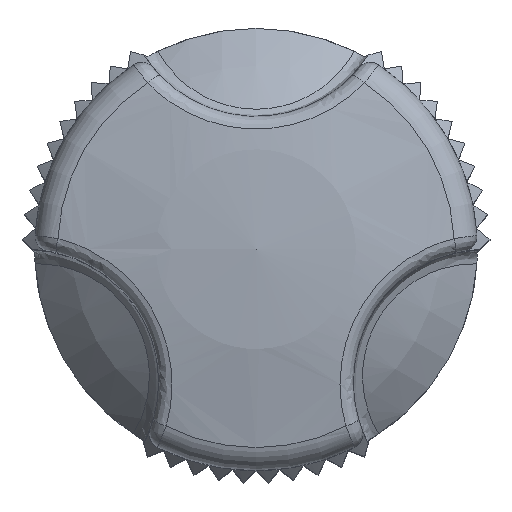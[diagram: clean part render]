
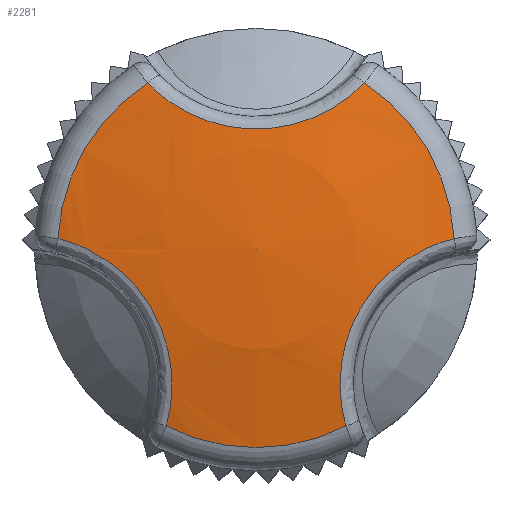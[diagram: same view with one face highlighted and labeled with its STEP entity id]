
A CAD part, top view. The second image highlights one B-rep face of the part: STEP entity #2281.
In plain terms, the highlighted spherical face has radius 30 mm.
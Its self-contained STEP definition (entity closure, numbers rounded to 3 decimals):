
#63=SPHERICAL_SURFACE('',#15152,30.);
#2281=ADVANCED_FACE('',(#3878),#63,.T.);
#3878=FACE_OUTER_BOUND('',#4946,.T.);
#4946=EDGE_LOOP('',(#7755,#7756,#7757,#7758,#7759,#7760));
#5516=CIRCLE('',#14384,6.724);
#5529=CIRCLE('',#14399,6.724);
#5784=CIRCLE('',#15150,6.724);
#7755=ORIENTED_EDGE('',*,*,#11321,.T.);
#7756=ORIENTED_EDGE('',*,*,#12576,.T.);
#7757=ORIENTED_EDGE('',*,*,#11303,.T.);
#7758=ORIENTED_EDGE('',*,*,#12577,.T.);
#7759=ORIENTED_EDGE('',*,*,#12573,.T.);
#7760=ORIENTED_EDGE('',*,*,#12578,.T.);
#10248=VERTEX_POINT('',#20300);
#10249=VERTEX_POINT('',#20301);
#10265=VERTEX_POINT('',#20372);
#10266=VERTEX_POINT('',#20374);
#10989=VERTEX_POINT('',#25911);
#10990=VERTEX_POINT('',#25912);
#11303=EDGE_CURVE('',#10248,#10249,#5516,.T.);
#11321=EDGE_CURVE('',#10266,#10265,#5529,.T.);
#12573=EDGE_CURVE('',#10989,#10990,#5784,.T.);
#12576=EDGE_CURVE('',#10265,#10248,#14292,.T.);
#12577=EDGE_CURVE('',#10249,#10989,#14293,.T.);
#12578=EDGE_CURVE('',#10990,#10266,#14294,.T.);
#14292=B_SPLINE_CURVE_WITH_KNOTS('',3,(#25940,#25941,#25942,#25943,#25944,
#25945),.UNSPECIFIED.,.F.,.F.,(4,2,4),(0.,0.5,1.),.UNSPECIFIED.);
#14293=B_SPLINE_CURVE_WITH_KNOTS('',3,(#25946,#25947,#25948,#25949,#25950,
#25951),.UNSPECIFIED.,.F.,.F.,(4,2,4),(0.,0.5,1.),.UNSPECIFIED.);
#14294=B_SPLINE_CURVE_WITH_KNOTS('',3,(#25952,#25953,#25954,#25955,#25956,
#25957),.UNSPECIFIED.,.F.,.F.,(4,2,4),(0.,0.5,1.),.UNSPECIFIED.);
#14384=AXIS2_PLACEMENT_3D('',#20299,#15921,#15922);
#14399=AXIS2_PLACEMENT_3D('',#20373,#15953,#15954);
#15150=AXIS2_PLACEMENT_3D('',#25910,#17457,#17458);
#15152=AXIS2_PLACEMENT_3D('',#25958,#17461,#17462);
#15921=DIRECTION('',(0.,0.,1.));
#15922=DIRECTION('',(1.,0.,0.));
#15953=DIRECTION('',(0.,0.,1.));
#15954=DIRECTION('',(1.,0.,0.));
#17457=DIRECTION('',(0.,0.,1.));
#17458=DIRECTION('',(1.,0.,0.));
#17461=DIRECTION('',(0.,0.,1.));
#17462=DIRECTION('',(-1.,0.,0.));
#20299=CARTESIAN_POINT('',(0.,0.,14.237));
#20300=CARTESIAN_POINT('',(-3.044,-5.996,14.237));
#20301=CARTESIAN_POINT('',(3.044,-5.996,14.237));
#20372=CARTESIAN_POINT('',(-6.714,0.362,14.237));
#20373=CARTESIAN_POINT('',(0.,0.,14.237));
#20374=CARTESIAN_POINT('',(-3.671,5.634,14.237));
#25910=CARTESIAN_POINT('',(0.,0.,14.237));
#25911=CARTESIAN_POINT('',(6.714,0.362,14.237));
#25912=CARTESIAN_POINT('',(3.671,5.634,14.237));
#25940=CARTESIAN_POINT('',(-6.714,0.362,14.237));
#25941=CARTESIAN_POINT('',(-5.396,0.038,14.544));
#25942=CARTESIAN_POINT('',(-4.21,-0.844,14.723));
#25943=CARTESIAN_POINT('',(-2.837,-3.221,14.723));
#25944=CARTESIAN_POINT('',(-2.665,-4.692,14.544));
#25945=CARTESIAN_POINT('',(-3.044,-5.996,14.237));
#25946=CARTESIAN_POINT('',(3.044,-5.996,14.237));
#25947=CARTESIAN_POINT('',(2.665,-4.692,14.544));
#25948=CARTESIAN_POINT('',(2.836,-3.224,14.723));
#25949=CARTESIAN_POINT('',(4.208,-0.846,14.723));
#25950=CARTESIAN_POINT('',(5.396,0.038,14.544));
#25951=CARTESIAN_POINT('',(6.714,0.362,14.237));
#25952=CARTESIAN_POINT('',(3.671,5.634,14.237));
#25953=CARTESIAN_POINT('',(2.731,4.654,14.544));
#25954=CARTESIAN_POINT('',(1.374,4.068,14.723));
#25955=CARTESIAN_POINT('',(-1.371,4.067,14.723));
#25956=CARTESIAN_POINT('',(-2.731,4.654,14.544));
#25957=CARTESIAN_POINT('',(-3.671,5.634,14.237));
#25958=CARTESIAN_POINT('',(0.,0.,-15.));
